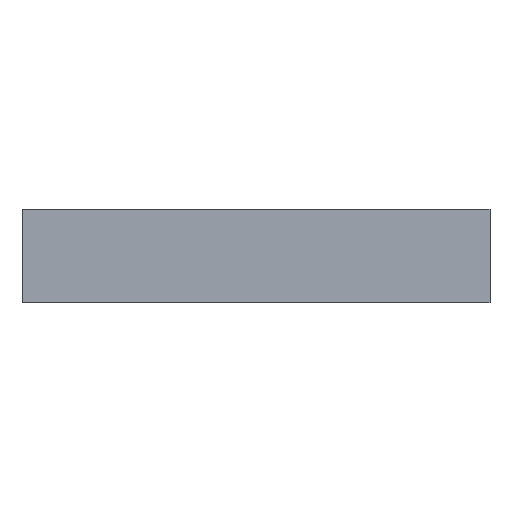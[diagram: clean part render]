
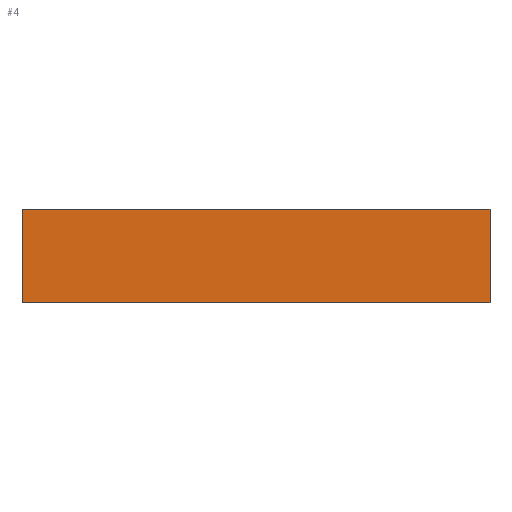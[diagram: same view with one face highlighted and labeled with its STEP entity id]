
A CAD part, left-side view. The second image highlights one B-rep face of the part: STEP entity #4.
In plain terms, the highlighted planar face has unit normal (-1, 0, 0).
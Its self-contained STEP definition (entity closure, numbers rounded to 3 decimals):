
#4 = ADVANCED_FACE ( 'NONE', ( #222 ), #188, .T. ) ;
#5 = CARTESIAN_POINT ( 'NONE',  ( -1377.5, 12.5, 2.5 ) ) ;
#20 = LINE ( 'NONE', #195, #34 ) ;
#21 = ORIENTED_EDGE ( 'NONE', *, *, #220, .T. ) ;
#22 = VERTEX_POINT ( 'NONE', #5 ) ;
#24 = DIRECTION ( 'NONE',  ( -1., 0., 0. ) ) ;
#34 = VECTOR ( 'NONE', #47, 1000. ) ;
#41 = VECTOR ( 'NONE', #151, 1000. ) ;
#42 = DIRECTION ( 'NONE',  ( 0., 0., 1. ) ) ;
#47 = DIRECTION ( 'NONE',  ( 0., 1., 0. ) ) ;
#51 = VECTOR ( 'NONE', #224, 1000. ) ;
#60 = LINE ( 'NONE', #62, #87 ) ;
#62 = CARTESIAN_POINT ( 'NONE',  ( -1377.5, -12.5, 2.5 ) ) ;
#79 = LINE ( 'NONE', #148, #51 ) ;
#82 = CARTESIAN_POINT ( 'NONE',  ( -1377.5, 12.5, 2.5 ) ) ;
#87 = VECTOR ( 'NONE', #42, 1000. ) ;
#108 = CARTESIAN_POINT ( 'NONE',  ( -1377.5, -12.5, -2.5 ) ) ;
#120 = CARTESIAN_POINT ( 'NONE',  ( -1377.5, -12.5, 2.5 ) ) ;
#130 = ORIENTED_EDGE ( 'NONE', *, *, #168, .T. ) ;
#135 = EDGE_CURVE ( 'NONE', #158, #225, #79, .T. ) ;
#145 = ORIENTED_EDGE ( 'NONE', *, *, #208, .T. ) ;
#148 = CARTESIAN_POINT ( 'NONE',  ( -1377.5, 12.5, -2.5 ) ) ;
#151 = DIRECTION ( 'NONE',  ( 0., 0., -1. ) ) ;
#158 = VERTEX_POINT ( 'NONE', #221 ) ;
#160 = EDGE_LOOP ( 'NONE', ( #130, #21, #145, #201 ) ) ;
#168 = EDGE_CURVE ( 'NONE', #225, #202, #60, .T. ) ;
#170 = DIRECTION ( 'NONE',  ( 0., 0., 1. ) ) ;
#171 = LINE ( 'NONE', #82, #41 ) ;
#172 = AXIS2_PLACEMENT_3D ( 'NONE', #203, #24, #170 ) ;
#188 = PLANE ( 'NONE',  #172 ) ;
#195 = CARTESIAN_POINT ( 'NONE',  ( -1377.5, 12.5, 2.5 ) ) ;
#201 = ORIENTED_EDGE ( 'NONE', *, *, #135, .T. ) ;
#202 = VERTEX_POINT ( 'NONE', #120 ) ;
#203 = CARTESIAN_POINT ( 'NONE',  ( -1377.5, 0., 0. ) ) ;
#208 = EDGE_CURVE ( 'NONE', #22, #158, #171, .T. ) ;
#220 = EDGE_CURVE ( 'NONE', #202, #22, #20, .T. ) ;
#221 = CARTESIAN_POINT ( 'NONE',  ( -1377.5, 12.5, -2.5 ) ) ;
#222 = FACE_OUTER_BOUND ( 'NONE', #160, .T. ) ;
#224 = DIRECTION ( 'NONE',  ( 0., -1., 0. ) ) ;
#225 = VERTEX_POINT ( 'NONE', #108 ) ;
